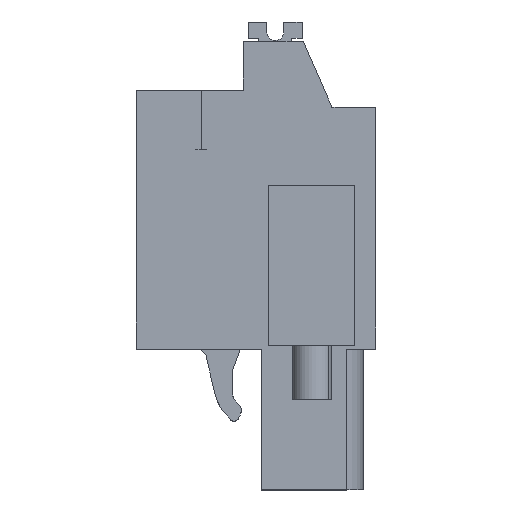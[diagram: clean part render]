
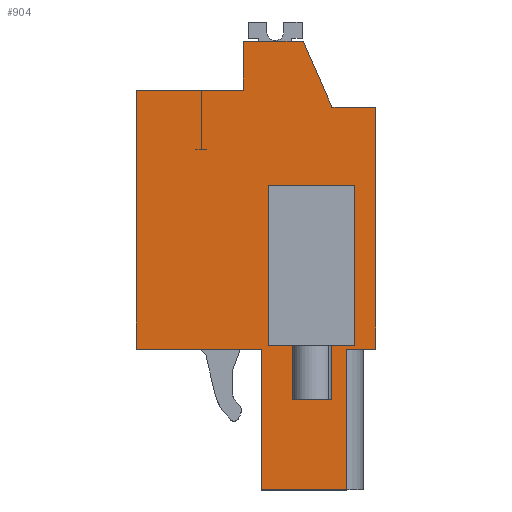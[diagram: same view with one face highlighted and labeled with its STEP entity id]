
A CAD part, left-side view. The second image highlights one B-rep face of the part: STEP entity #904.
In plain terms, the highlighted planar face has unit normal (-1, 0, 0).
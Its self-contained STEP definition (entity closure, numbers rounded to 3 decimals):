
#786=AXIS2_PLACEMENT_3D('Plane Axis2P3D',#783,#784,#785) ;
#42=CARTESIAN_POINT('Vertex',(4.9,7.85,26.59)) ;
#45=CARTESIAN_POINT('Line Origine',(4.9,6.075,26.59)) ;
#49=CARTESIAN_POINT('Vertex',(4.9,4.3,26.59)) ;
#657=CARTESIAN_POINT('Vertex',(4.9,7.85,23.69)) ;
#660=CARTESIAN_POINT('Line Origine',(4.9,7.85,25.14)) ;
#783=CARTESIAN_POINT('Axis2P3D Location',(4.9,6.8,8.35)) ;
#788=CARTESIAN_POINT('Line Origine',(4.9,1.725,4.175)) ;
#792=CARTESIAN_POINT('Vertex',(4.9,1.725,8.35)) ;
#794=CARTESIAN_POINT('Vertex',(4.9,1.725,0.)) ;
#797=CARTESIAN_POINT('Line Origine',(4.9,0.862,8.35)) ;
#801=CARTESIAN_POINT('Vertex',(4.9,0.,8.35)) ;
#804=CARTESIAN_POINT('Line Origine',(4.9,0.,15.52)) ;
#808=CARTESIAN_POINT('Vertex',(4.9,0.,22.69)) ;
#811=CARTESIAN_POINT('Line Origine',(4.9,1.3,22.69)) ;
#815=CARTESIAN_POINT('Vertex',(4.9,2.6,22.69)) ;
#818=CARTESIAN_POINT('Line Origine',(4.9,3.45,24.64)) ;
#823=CARTESIAN_POINT('Line Origine',(4.9,11.025,23.69)) ;
#827=CARTESIAN_POINT('Vertex',(4.9,14.2,23.69)) ;
#830=CARTESIAN_POINT('Line Origine',(4.9,14.2,16.02)) ;
#834=CARTESIAN_POINT('Vertex',(4.9,14.2,8.35)) ;
#837=CARTESIAN_POINT('Line Origine',(4.9,10.485,8.35)) ;
#841=CARTESIAN_POINT('Vertex',(4.9,6.771,8.35)) ;
#844=CARTESIAN_POINT('Line Origine',(4.9,6.771,4.175)) ;
#848=CARTESIAN_POINT('Vertex',(4.9,6.771,0.)) ;
#851=CARTESIAN_POINT('Line Origine',(4.9,4.248,0.)) ;
#870=CARTESIAN_POINT('Line Origine',(4.9,3.8,8.55)) ;
#874=CARTESIAN_POINT('Vertex',(4.9,6.35,8.55)) ;
#876=CARTESIAN_POINT('Vertex',(4.9,1.25,8.55)) ;
#879=CARTESIAN_POINT('Line Origine',(4.9,6.35,13.3)) ;
#883=CARTESIAN_POINT('Vertex',(4.9,6.35,18.05)) ;
#886=CARTESIAN_POINT('Line Origine',(4.9,3.8,18.05)) ;
#890=CARTESIAN_POINT('Vertex',(4.9,1.25,18.05)) ;
#893=CARTESIAN_POINT('Line Origine',(4.9,1.25,13.3)) ;
#46=DIRECTION('Vector Direction',(0.,1.,0.)) ;
#661=DIRECTION('Vector Direction',(0.,0.,-1.)) ;
#784=DIRECTION('Axis2P3D Direction',(1.,0.,0.)) ;
#785=DIRECTION('Axis2P3D XDirection',(0.,1.,0.)) ;
#789=DIRECTION('Vector Direction',(0.,0.,-1.)) ;
#798=DIRECTION('Vector Direction',(0.,-1.,0.)) ;
#805=DIRECTION('Vector Direction',(0.,0.,-1.)) ;
#812=DIRECTION('Vector Direction',(0.,1.,0.)) ;
#819=DIRECTION('Vector Direction',(0.,0.4,0.917)) ;
#824=DIRECTION('Vector Direction',(0.,1.,0.)) ;
#831=DIRECTION('Vector Direction',(0.,0.,1.)) ;
#838=DIRECTION('Vector Direction',(0.,1.,0.)) ;
#845=DIRECTION('Vector Direction',(0.,0.,-1.)) ;
#852=DIRECTION('Vector Direction',(0.,1.,0.)) ;
#871=DIRECTION('Vector Direction',(0.,-1.,0.)) ;
#880=DIRECTION('Vector Direction',(0.,0.,-1.)) ;
#887=DIRECTION('Vector Direction',(0.,-1.,0.)) ;
#894=DIRECTION('Vector Direction',(0.,0.,-1.)) ;
#47=VECTOR('Line Direction',#46,1.) ;
#662=VECTOR('Line Direction',#661,1.) ;
#790=VECTOR('Line Direction',#789,1.) ;
#799=VECTOR('Line Direction',#798,1.) ;
#806=VECTOR('Line Direction',#805,1.) ;
#813=VECTOR('Line Direction',#812,1.) ;
#820=VECTOR('Line Direction',#819,1.) ;
#825=VECTOR('Line Direction',#824,1.) ;
#832=VECTOR('Line Direction',#831,1.) ;
#839=VECTOR('Line Direction',#838,1.) ;
#846=VECTOR('Line Direction',#845,1.) ;
#853=VECTOR('Line Direction',#852,1.) ;
#872=VECTOR('Line Direction',#871,1.) ;
#881=VECTOR('Line Direction',#880,1.) ;
#888=VECTOR('Line Direction',#887,1.) ;
#895=VECTOR('Line Direction',#894,1.) ;
#857=ORIENTED_EDGE('',*,*,#796,.F.) ;
#858=ORIENTED_EDGE('',*,*,#803,.F.) ;
#859=ORIENTED_EDGE('',*,*,#810,.F.) ;
#860=ORIENTED_EDGE('',*,*,#817,.T.) ;
#861=ORIENTED_EDGE('',*,*,#822,.T.) ;
#862=ORIENTED_EDGE('',*,*,#51,.T.) ;
#863=ORIENTED_EDGE('',*,*,#664,.T.) ;
#864=ORIENTED_EDGE('',*,*,#829,.T.) ;
#865=ORIENTED_EDGE('',*,*,#836,.F.) ;
#866=ORIENTED_EDGE('',*,*,#843,.F.) ;
#867=ORIENTED_EDGE('',*,*,#850,.T.) ;
#868=ORIENTED_EDGE('',*,*,#855,.F.) ;
#899=ORIENTED_EDGE('',*,*,#878,.F.) ;
#900=ORIENTED_EDGE('',*,*,#885,.F.) ;
#901=ORIENTED_EDGE('',*,*,#892,.F.) ;
#902=ORIENTED_EDGE('',*,*,#897,.T.) ;
#903=FACE_BOUND('',#898,.T.) ;
#904=ADVANCED_FACE('HOUSING',(#869,#903),#787,.F.) ;
#51=EDGE_CURVE('',#50,#43,#48,.T.) ;
#664=EDGE_CURVE('',#43,#658,#663,.T.) ;
#796=EDGE_CURVE('',#793,#795,#791,.T.) ;
#803=EDGE_CURVE('',#802,#793,#800,.F.) ;
#810=EDGE_CURVE('',#809,#802,#807,.T.) ;
#817=EDGE_CURVE('',#809,#816,#814,.T.) ;
#822=EDGE_CURVE('',#816,#50,#821,.T.) ;
#829=EDGE_CURVE('',#658,#828,#826,.T.) ;
#836=EDGE_CURVE('',#835,#828,#833,.T.) ;
#843=EDGE_CURVE('',#842,#835,#840,.T.) ;
#850=EDGE_CURVE('',#842,#849,#847,.T.) ;
#855=EDGE_CURVE('',#795,#849,#854,.T.) ;
#878=EDGE_CURVE('',#875,#877,#873,.T.) ;
#885=EDGE_CURVE('',#884,#875,#882,.T.) ;
#892=EDGE_CURVE('',#891,#884,#889,.F.) ;
#897=EDGE_CURVE('',#891,#877,#896,.T.) ;
#856=EDGE_LOOP('',(#857,#858,#859,#860,#861,#862,#863,#864,#865,#866,#867,#868)) ;
#898=EDGE_LOOP('',(#899,#900,#901,#902)) ;
#869=FACE_OUTER_BOUND('',#856,.T.) ;
#48=LINE('Line',#45,#47) ;
#663=LINE('Line',#660,#662) ;
#791=LINE('Line',#788,#790) ;
#800=LINE('Line',#797,#799) ;
#807=LINE('Line',#804,#806) ;
#814=LINE('Line',#811,#813) ;
#821=LINE('Line',#818,#820) ;
#826=LINE('Line',#823,#825) ;
#833=LINE('Line',#830,#832) ;
#840=LINE('Line',#837,#839) ;
#847=LINE('Line',#844,#846) ;
#854=LINE('Line',#851,#853) ;
#873=LINE('Line',#870,#872) ;
#882=LINE('Line',#879,#881) ;
#889=LINE('Line',#886,#888) ;
#896=LINE('Line',#893,#895) ;
#787=PLANE('',#786) ;
#43=VERTEX_POINT('',#42) ;
#50=VERTEX_POINT('',#49) ;
#658=VERTEX_POINT('',#657) ;
#793=VERTEX_POINT('',#792) ;
#795=VERTEX_POINT('',#794) ;
#802=VERTEX_POINT('',#801) ;
#809=VERTEX_POINT('',#808) ;
#816=VERTEX_POINT('',#815) ;
#828=VERTEX_POINT('',#827) ;
#835=VERTEX_POINT('',#834) ;
#842=VERTEX_POINT('',#841) ;
#849=VERTEX_POINT('',#848) ;
#875=VERTEX_POINT('',#874) ;
#877=VERTEX_POINT('',#876) ;
#884=VERTEX_POINT('',#883) ;
#891=VERTEX_POINT('',#890) ;
